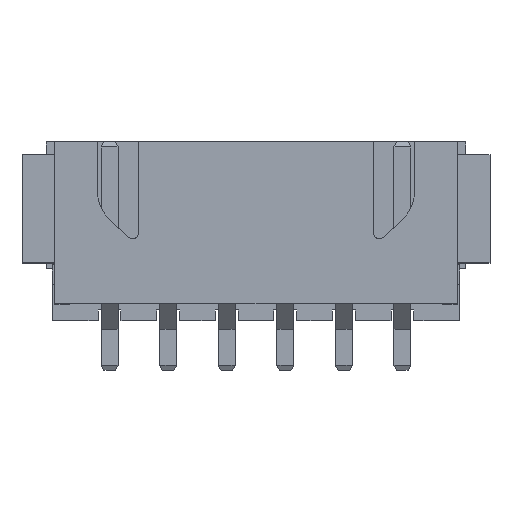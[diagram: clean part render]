
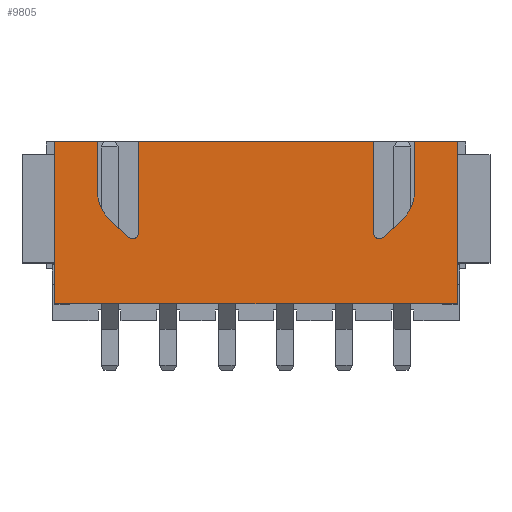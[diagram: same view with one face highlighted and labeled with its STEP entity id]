
A CAD part, top view. The second image highlights one B-rep face of the part: STEP entity #9805.
In plain terms, the highlighted planar face has unit normal (0, 0, 1).
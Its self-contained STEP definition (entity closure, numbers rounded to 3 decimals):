
#352=CIRCLE('',#10246,1.651);
#353=CIRCLE('',#10247,0.254);
#354=CIRCLE('',#10248,0.254);
#355=CIRCLE('',#10249,1.651);
#364=ORIENTED_EDGE('',*,*,#2426,.F.);
#365=ORIENTED_EDGE('',*,*,#2427,.T.);
#366=ORIENTED_EDGE('',*,*,#2428,.F.);
#367=ORIENTED_EDGE('',*,*,#2429,.T.);
#368=ORIENTED_EDGE('',*,*,#2430,.F.);
#369=ORIENTED_EDGE('',*,*,#2425,.T.);
#370=ORIENTED_EDGE('',*,*,#2431,.F.);
#371=ORIENTED_EDGE('',*,*,#2432,.T.);
#372=ORIENTED_EDGE('',*,*,#2433,.F.);
#373=ORIENTED_EDGE('',*,*,#2434,.T.);
#374=ORIENTED_EDGE('',*,*,#2435,.F.);
#375=ORIENTED_EDGE('',*,*,#2436,.T.);
#376=ORIENTED_EDGE('',*,*,#2437,.F.);
#377=ORIENTED_EDGE('',*,*,#2438,.F.);
#378=ORIENTED_EDGE('',*,*,#2439,.T.);
#379=ORIENTED_EDGE('',*,*,#2440,.T.);
#2425=EDGE_CURVE('',#3454,#3456,#4130,.T.);
#2426=EDGE_CURVE('',#3457,#3458,#4131,.T.);
#2427=EDGE_CURVE('',#3457,#3459,#352,.T.);
#2428=EDGE_CURVE('',#3460,#3459,#4132,.T.);
#2429=EDGE_CURVE('',#3460,#3461,#353,.T.);
#2430=EDGE_CURVE('',#3454,#3461,#4133,.T.);
#2431=EDGE_CURVE('',#3462,#3456,#4134,.T.);
#2432=EDGE_CURVE('',#3462,#3463,#354,.T.);
#2433=EDGE_CURVE('',#3464,#3463,#4135,.T.);
#2434=EDGE_CURVE('',#3464,#3465,#355,.T.);
#2435=EDGE_CURVE('',#3466,#3465,#4136,.T.);
#2436=EDGE_CURVE('',#3466,#3467,#4137,.T.);
#2437=EDGE_CURVE('',#3468,#3467,#4138,.T.);
#2438=EDGE_CURVE('',#3469,#3468,#4139,.T.);
#2439=EDGE_CURVE('',#3469,#3470,#4140,.T.);
#2440=EDGE_CURVE('',#3470,#3458,#4141,.T.);
#3454=VERTEX_POINT('',#12156);
#3456=VERTEX_POINT('',#12160);
#3457=VERTEX_POINT('',#12164);
#3458=VERTEX_POINT('',#12165);
#3459=VERTEX_POINT('',#12167);
#3460=VERTEX_POINT('',#12169);
#3461=VERTEX_POINT('',#12171);
#3462=VERTEX_POINT('',#12174);
#3463=VERTEX_POINT('',#12176);
#3464=VERTEX_POINT('',#12178);
#3465=VERTEX_POINT('',#12180);
#3466=VERTEX_POINT('',#12182);
#3467=VERTEX_POINT('',#12184);
#3468=VERTEX_POINT('',#12186);
#3469=VERTEX_POINT('',#12188);
#3470=VERTEX_POINT('',#12190);
#4130=LINE('',#12161,#4887);
#4131=LINE('',#12163,#4888);
#4132=LINE('',#12168,#4889);
#4133=LINE('',#12172,#4890);
#4134=LINE('',#12173,#4891);
#4135=LINE('',#12177,#4892);
#4136=LINE('',#12181,#4893);
#4137=LINE('',#12183,#4894);
#4138=LINE('',#12185,#4895);
#4139=LINE('',#12187,#4896);
#4140=LINE('',#12189,#4897);
#4141=LINE('',#12191,#4898);
#4887=VECTOR('',#10634,1000.);
#4888=VECTOR('',#10637,1000.);
#4889=VECTOR('',#10640,1000.);
#4890=VECTOR('',#10643,1000.);
#4891=VECTOR('',#10644,1000.);
#4892=VECTOR('',#10647,1000.);
#4893=VECTOR('',#10650,1000.);
#4894=VECTOR('',#10651,1000.);
#4895=VECTOR('',#10652,1000.);
#4896=VECTOR('',#10653,1000.);
#4897=VECTOR('',#10654,1000.);
#4898=VECTOR('',#10655,1000.);
#5642=EDGE_LOOP('',(#364,#365,#366,#367,#368,#369,#370,#371,#372,#373,#374,
#375,#376,#377,#378,#379));
#6085=FACE_BOUND('',#5642,.T.);
#6528=PLANE('',#10245);
#9805=ADVANCED_FACE('',(#6085),#6528,.F.);
#10245=AXIS2_PLACEMENT_3D('',#12162,#10635,#10636);
#10246=AXIS2_PLACEMENT_3D('',#12166,#10638,#10639);
#10247=AXIS2_PLACEMENT_3D('',#12170,#10641,#10642);
#10248=AXIS2_PLACEMENT_3D('',#12175,#10645,#10646);
#10249=AXIS2_PLACEMENT_3D('',#12179,#10648,#10649);
#10634=DIRECTION('',(-1.,0.,0.));
#10635=DIRECTION('',(0.,0.,-1.));
#10636=DIRECTION('',(-1.,0.,0.));
#10637=DIRECTION('',(0.,1.,0.));
#10638=DIRECTION('',(0.,0.,-1.));
#10639=DIRECTION('',(-1.,0.,0.));
#10640=DIRECTION('',(0.732,0.681,0.));
#10641=DIRECTION('',(0.,0.,-1.));
#10642=DIRECTION('',(-1.,0.,0.));
#10643=DIRECTION('',(0.,-1.,0.));
#10644=DIRECTION('',(0.,1.,0.));
#10645=DIRECTION('',(0.,0.,-1.));
#10646=DIRECTION('',(-1.,0.,0.));
#10647=DIRECTION('',(0.732,-0.681,0.));
#10648=DIRECTION('',(0.,0.,-1.));
#10649=DIRECTION('',(-1.,0.,0.));
#10650=DIRECTION('',(0.,-1.,0.));
#10651=DIRECTION('',(-1.,0.,0.));
#10652=DIRECTION('',(0.,1.,0.));
#10653=DIRECTION('',(-1.,0.,0.));
#10654=DIRECTION('',(0.,1.,0.));
#10655=DIRECTION('',(-1.,0.,0.));
#12156=CARTESIAN_POINT('',(5.093,9.906,5.918));
#12160=CARTESIAN_POINT('',(-5.093,9.906,5.918));
#12161=CARTESIAN_POINT('',(8.725,9.906,5.918));
#12162=CARTESIAN_POINT('',(8.725,2.87,5.918));
#12163=CARTESIAN_POINT('',(6.871,7.014,5.918));
#12164=CARTESIAN_POINT('',(6.871,7.733,5.918));
#12165=CARTESIAN_POINT('',(6.871,9.906,5.918));
#12166=CARTESIAN_POINT('',(5.22,7.733,5.918));
#12167=CARTESIAN_POINT('',(6.344,6.524,5.918));
#12168=CARTESIAN_POINT('',(5.093,5.359,5.918));
#12169=CARTESIAN_POINT('',(5.52,5.757,5.918));
#12170=CARTESIAN_POINT('',(5.347,5.943,5.918));
#12171=CARTESIAN_POINT('',(5.093,5.943,5.918));
#12172=CARTESIAN_POINT('',(5.093,9.906,5.918));
#12173=CARTESIAN_POINT('',(-5.093,5.359,5.918));
#12174=CARTESIAN_POINT('',(-5.093,5.943,5.918));
#12175=CARTESIAN_POINT('',(-5.347,5.943,5.918));
#12176=CARTESIAN_POINT('',(-5.52,5.757,5.918));
#12177=CARTESIAN_POINT('',(-6.871,7.014,5.918));
#12178=CARTESIAN_POINT('',(-6.344,6.524,5.918));
#12179=CARTESIAN_POINT('',(-5.22,7.733,5.918));
#12180=CARTESIAN_POINT('',(-6.871,7.733,5.918));
#12181=CARTESIAN_POINT('',(-6.871,9.906,5.918));
#12182=CARTESIAN_POINT('',(-6.871,9.906,5.918));
#12183=CARTESIAN_POINT('',(8.725,9.906,5.918));
#12184=CARTESIAN_POINT('',(-8.725,9.906,5.918));
#12185=CARTESIAN_POINT('',(-8.725,2.87,5.918));
#12186=CARTESIAN_POINT('',(-8.725,2.87,5.918));
#12187=CARTESIAN_POINT('',(8.725,2.87,5.918));
#12188=CARTESIAN_POINT('',(8.725,2.87,5.918));
#12189=CARTESIAN_POINT('',(8.725,2.87,5.918));
#12190=CARTESIAN_POINT('',(8.725,9.906,5.918));
#12191=CARTESIAN_POINT('',(8.725,9.906,5.918));
